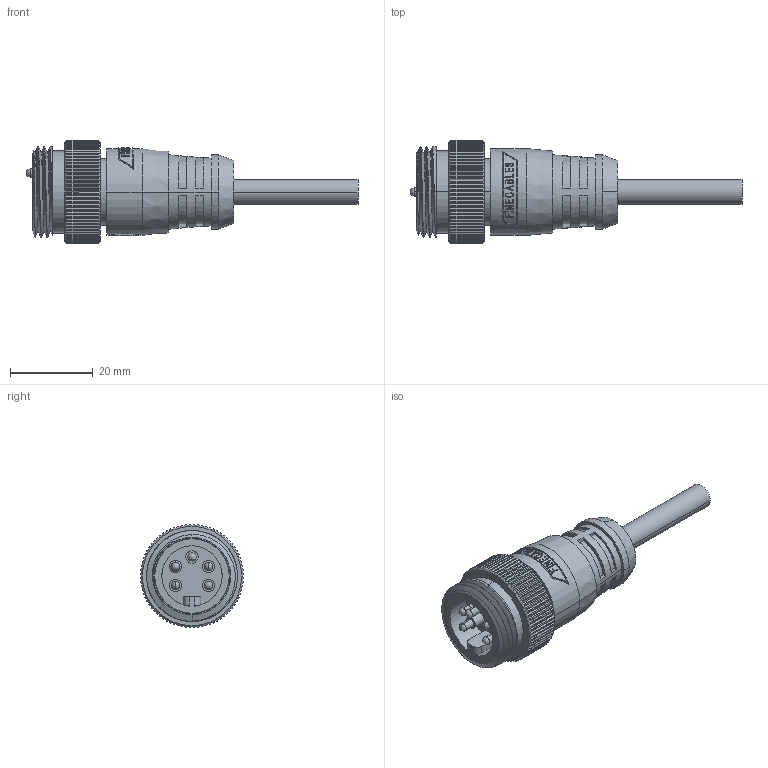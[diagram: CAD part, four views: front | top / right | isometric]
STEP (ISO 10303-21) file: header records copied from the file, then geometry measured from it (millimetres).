
FILE_DESCRIPTION (( 'STEP AP203' ), '1' );
FILE_NAME ('P329.STEP', '2020-04-15T05:46:45', ( 'edpusr' ), ( 'Microsoft' ), 'SwSTEP 2.0', 'SolidWorks 2015', '' );
FILE_SCHEMA (( 'CONFIG_CONTROL_DESIGN' ));
Length unit declared in the file: millimetre
Products named in the file (1): P329
Bounding box: 80.3 x 24.99 x 24.99 mm (x, y, z)
Volume: 15434.8 mm3; surface area: 6885.5 mm2
Topology: 1 solids, 1 shells, 633 faces, 1758 edges, 1156 vertices
Faces by surface type: plane 255, bspline 217, cylinder 149, cone 12
Entity records: 35104 total; most frequent: CARTESIAN_POINT 20799, ORIENTED_EDGE 3488, DIRECTION 2128, EDGE_CURVE 1744, VERTEX_POINT 1156, B_SPLINE_CURVE_WITH_KNOTS 743, AXIS2_PLACEMENT_3D 735, EDGE_LOOP 676
